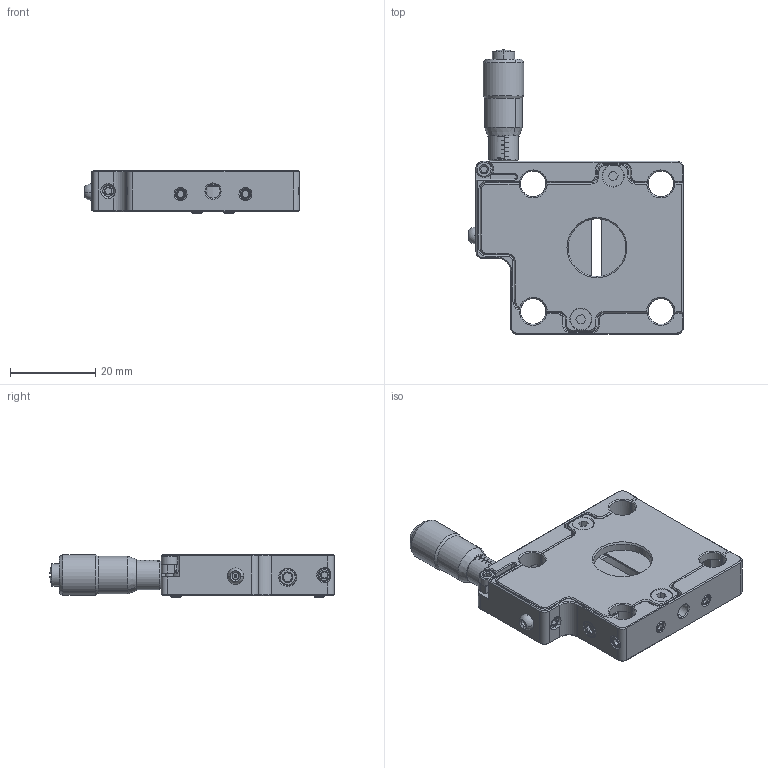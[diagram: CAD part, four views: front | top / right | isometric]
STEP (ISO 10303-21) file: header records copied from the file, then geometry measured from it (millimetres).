
FILE_DESCRIPTION (( 'STEP AP214' ), '1' );
FILE_NAME ('2.2.6.2，L30G-KX，30mm笼式系统可变狭隙，A.STEP', '2020-10-21T08:00:07', ( 'Microsoft' ), ( 'Microsoft' ), 'SwSTEP 2.0', 'SolidWorks 2018', '' );
FILE_SCHEMA (( 'AUTOMOTIVE_DESIGN' ));
Length unit declared in the file: millimetre
Products named in the file (1): 2.2.6.2，L30G-KX，30mm笼式系统可变狭隙，A
Bounding box: 50.51 x 66.8 x 10.1 mm (x, y, z)
Surface area: 11694.2 mm2 (no closed solid volume)
Topology: 0 solids, 44 shells, 553 faces, 1693 edges, 1162 vertices
Faces by surface type: plane 253, cone 174, cylinder 115, sphere 8, bspline 3
Entity records: 27123 total; most frequent: CARTESIAN_POINT 5993, DIRECTION 3181, ORIENTED_EDGE 2889, EDGE_CURVE 1673, VERTEX_POINT 1156, AXIS2_PLACEMENT_3D 1139, LINE 903, VECTOR 903
